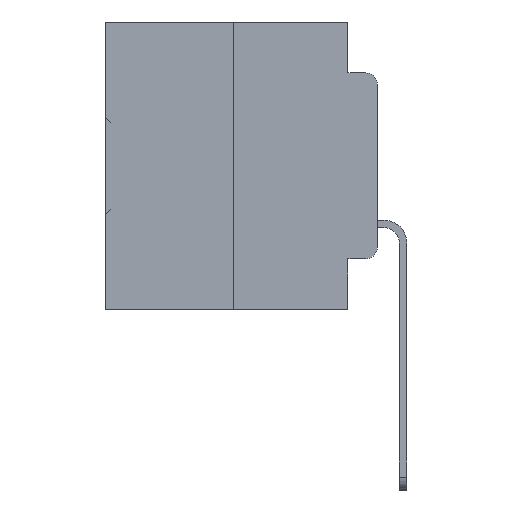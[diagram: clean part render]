
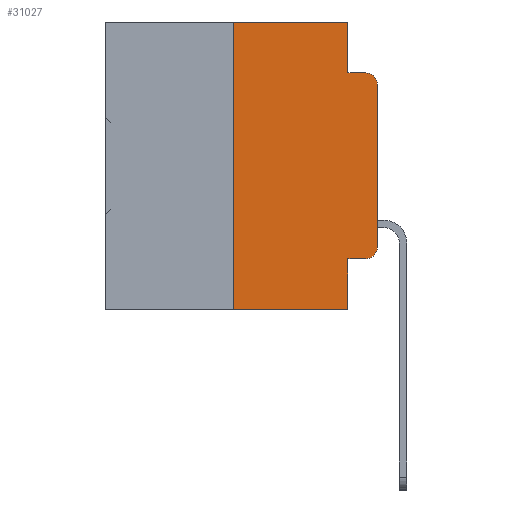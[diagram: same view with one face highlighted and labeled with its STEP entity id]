
A CAD part, left-side view. The second image highlights one B-rep face of the part: STEP entity #31027.
In plain terms, the highlighted planar face has unit normal (-1, 0, 0).
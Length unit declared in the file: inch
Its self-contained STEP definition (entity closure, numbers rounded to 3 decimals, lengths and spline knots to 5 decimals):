
#234 = AXIS2_PLACEMENT_3D ( 'NONE', #461, #2889, #26551 ) ;
#461 = CARTESIAN_POINT ( 'NONE',  ( 0., 0.473, 0. ) ) ;
#1448 = ORIENTED_EDGE ( 'NONE', *, *, #14875, .T. ) ;
#1526 = CARTESIAN_POINT ( 'NONE',  ( 0., 0.051, 0. ) ) ;
#2183 = DIRECTION ( 'NONE',  ( 0., 0., -1. ) ) ;
#2664 = CARTESIAN_POINT ( 'NONE',  ( 0., 0.051, 0. ) ) ;
#2889 = DIRECTION ( 'NONE',  ( 1., 0., 0. ) ) ;
#3087 = AXIS2_PLACEMENT_3D ( 'NONE', #27958, #22161, #25366 ) ;
#3201 = VECTOR ( 'NONE', #33941, 39.37008 ) ;
#3226 = LINE ( 'NONE', #30859, #33601 ) ;
#3943 = ORIENTED_EDGE ( 'NONE', *, *, #7152, .F. ) ;
#4191 = LINE ( 'NONE', #14709, #18923 ) ;
#4500 = ORIENTED_EDGE ( 'NONE', *, *, #8440, .F. ) ;
#4966 = CARTESIAN_POINT ( 'NONE',  ( 0., 0.051, -0.4115 ) ) ;
#4974 = EDGE_CURVE ( 'NONE', #21498, #10576, #36405, .T. ) ;
#6314 = EDGE_CURVE ( 'NONE', #23585, #13772, #25790, .T. ) ;
#7152 = EDGE_CURVE ( 'NONE', #18382, #10576, #29854, .T. ) ;
#8440 = EDGE_CURVE ( 'NONE', #14320, #23585, #33873, .T. ) ;
#8638 = CARTESIAN_POINT ( 'NONE',  ( 0., 0., -0.1085 ) ) ;
#9541 = LINE ( 'NONE', #37359, #16471 ) ;
#9560 = CARTESIAN_POINT ( 'NONE',  ( 0., 0.02, -0.0885 ) ) ;
#10576 = VERTEX_POINT ( 'NONE', #9560 ) ;
#10825 = CARTESIAN_POINT ( 'NONE',  ( 0., 0.473, 0. ) ) ;
#11023 = CARTESIAN_POINT ( 'NONE',  ( 0., 0.25, -0.5 ) ) ;
#11074 = DIRECTION ( 'NONE',  ( 0., -1., 0. ) ) ;
#11294 = CARTESIAN_POINT ( 'NONE',  ( 0., 0., -0.3915 ) ) ;
#11585 = LINE ( 'NONE', #1526, #32237 ) ;
#11695 = CARTESIAN_POINT ( 'NONE',  ( 0., 0.051, -0.0885 ) ) ;
#11724 = CARTESIAN_POINT ( 'NONE',  ( 0., 0.25, 0. ) ) ;
#11745 = VERTEX_POINT ( 'NONE', #22034 ) ;
#12634 = CARTESIAN_POINT ( 'NONE',  ( 0., 0.02, -0.1085 ) ) ;
#13553 = CARTESIAN_POINT ( 'NONE',  ( 0., 0.051, -0.0885 ) ) ;
#13772 = VERTEX_POINT ( 'NONE', #32239 ) ;
#14320 = VERTEX_POINT ( 'NONE', #11023 ) ;
#14325 = CARTESIAN_POINT ( 'NONE',  ( 0., 0.02, -0.4115 ) ) ;
#14709 = CARTESIAN_POINT ( 'NONE',  ( 0., 0.051, -0.4115 ) ) ;
#14875 = EDGE_CURVE ( 'NONE', #14320, #11745, #9541, .T. ) ;
#15682 = ORIENTED_EDGE ( 'NONE', *, *, #37903, .T. ) ;
#15835 = LINE ( 'NONE', #2664, #18590 ) ;
#16119 = DIRECTION ( 'NONE',  ( 0., 0., 1. ) ) ;
#16155 = EDGE_CURVE ( 'NONE', #23608, #35446, #4191, .T. ) ;
#16379 = AXIS2_PLACEMENT_3D ( 'NONE', #12634, #23803, #26759 ) ;
#16471 = VECTOR ( 'NONE', #11074, 39.37008 ) ;
#17395 = FACE_OUTER_BOUND ( 'NONE', #22792, .T. ) ;
#17598 = DIRECTION ( 'NONE',  ( 0., -1., 0. ) ) ;
#17917 = DIRECTION ( 'NONE',  ( 0., -1., 0. ) ) ;
#18349 = VECTOR ( 'NONE', #17598, 39.37008 ) ;
#18382 = VERTEX_POINT ( 'NONE', #13553 ) ;
#18590 = VECTOR ( 'NONE', #2183, 39.37008 ) ;
#18861 = ORIENTED_EDGE ( 'NONE', *, *, #16155, .T. ) ;
#18923 = VECTOR ( 'NONE', #17917, 39.37008 ) ;
#19114 = ORIENTED_EDGE ( 'NONE', *, *, #36206, .F. ) ;
#21498 = VERTEX_POINT ( 'NONE', #8638 ) ;
#21833 = DIRECTION ( 'NONE',  ( 0., 0., -1. ) ) ;
#22034 = CARTESIAN_POINT ( 'NONE',  ( 0., 0.051, -0.5 ) ) ;
#22161 = DIRECTION ( 'NONE',  ( -1., 0., 0. ) ) ;
#22792 = EDGE_LOOP ( 'NONE', ( #15682, #27504, #3943, #28382, #23095, #4500, #1448, #19114, #18861, #27301 ) ) ;
#23095 = ORIENTED_EDGE ( 'NONE', *, *, #6314, .F. ) ;
#23585 = VERTEX_POINT ( 'NONE', #28517 ) ;
#23590 = PLANE ( 'NONE',  #234 ) ;
#23608 = VERTEX_POINT ( 'NONE', #4966 ) ;
#23663 = VERTEX_POINT ( 'NONE', #11294 ) ;
#23803 = DIRECTION ( 'NONE',  ( -1., 0., 0. ) ) ;
#25366 = DIRECTION ( 'NONE',  ( 0., 0., -1. ) ) ;
#25790 = LINE ( 'NONE', #10825, #3201 ) ;
#26551 = DIRECTION ( 'NONE',  ( 0., 0., -1. ) ) ;
#26759 = DIRECTION ( 'NONE',  ( 0., 0., -1. ) ) ;
#27301 = ORIENTED_EDGE ( 'NONE', *, *, #37329, .T. ) ;
#27504 = ORIENTED_EDGE ( 'NONE', *, *, #4974, .T. ) ;
#27958 = CARTESIAN_POINT ( 'NONE',  ( 0., 0.02, -0.3915 ) ) ;
#28382 = ORIENTED_EDGE ( 'NONE', *, *, #28957, .F. ) ;
#28517 = CARTESIAN_POINT ( 'NONE',  ( 0., 0.25, 0. ) ) ;
#28957 = EDGE_CURVE ( 'NONE', #13772, #18382, #11585, .T. ) ;
#29854 = LINE ( 'NONE', #11695, #18349 ) ;
#30859 = CARTESIAN_POINT ( 'NONE',  ( 0., 0., 0. ) ) ;
#31027 = ADVANCED_FACE ( 'NONE', ( #17395 ), #23590, .F. ) ;
#31098 = VECTOR ( 'NONE', #32513, 39.37008 ) ;
#32237 = VECTOR ( 'NONE', #21833, 39.37008 ) ;
#32239 = CARTESIAN_POINT ( 'NONE',  ( 0., 0.051, 0. ) ) ;
#32513 = DIRECTION ( 'NONE',  ( 0., 0., 1. ) ) ;
#33601 = VECTOR ( 'NONE', #16119, 39.37008 ) ;
#33873 = LINE ( 'NONE', #11724, #31098 ) ;
#33941 = DIRECTION ( 'NONE',  ( 0., -1., 0. ) ) ;
#35446 = VERTEX_POINT ( 'NONE', #14325 ) ;
#36206 = EDGE_CURVE ( 'NONE', #23608, #11745, #15835, .T. ) ;
#36358 = CIRCLE ( 'NONE', #3087, 0.02 ) ;
#36405 = CIRCLE ( 'NONE', #16379, 0.02 ) ;
#37329 = EDGE_CURVE ( 'NONE', #35446, #23663, #36358, .T. ) ;
#37359 = CARTESIAN_POINT ( 'NONE',  ( 0., 0.473, -0.5 ) ) ;
#37903 = EDGE_CURVE ( 'NONE', #23663, #21498, #3226, .T. ) ;
